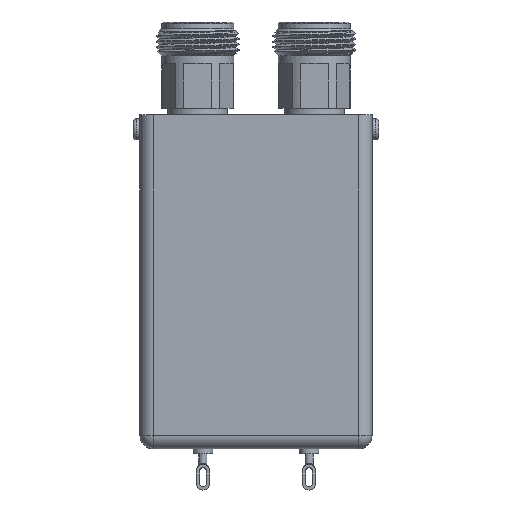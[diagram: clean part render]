
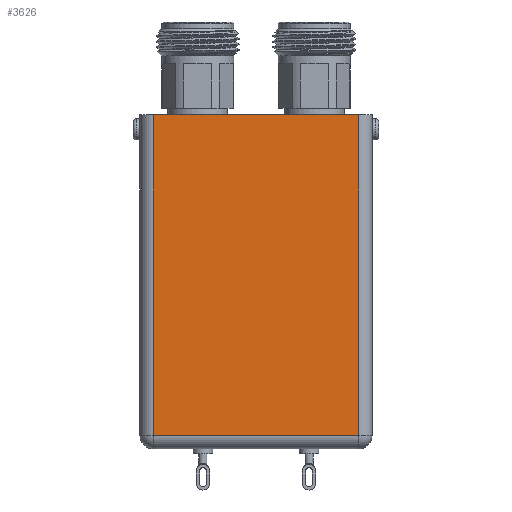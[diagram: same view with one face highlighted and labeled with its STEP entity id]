
A CAD part, front view. The second image highlights one B-rep face of the part: STEP entity #3626.
In plain terms, the highlighted planar face has unit normal (0, -1, 0).
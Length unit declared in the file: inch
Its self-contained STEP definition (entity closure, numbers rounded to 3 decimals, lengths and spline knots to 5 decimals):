
#1000 = VECTOR ( 'NONE', #38209, 39.37008 ) ;
#1270 = ORIENTED_EDGE ( 'NONE', *, *, #44503, .T. ) ;
#1426 = DIRECTION ( 'NONE',  ( 0., 0., -1. ) ) ;
#1784 = CARTESIAN_POINT ( 'NONE',  ( -0.775, -0.875, -2.52 ) ) ;
#2696 = CARTESIAN_POINT ( 'NONE',  ( -0.775, -0.875, -2.42 ) ) ;
#3626 = ADVANCED_FACE ( 'NONE', ( #38225 ), #52024, .T. ) ;
#3708 = VERTEX_POINT ( 'NONE', #45208 ) ;
#6311 = ORIENTED_EDGE ( 'NONE', *, *, #7401, .F. ) ;
#7401 = EDGE_CURVE ( 'NONE', #35353, #3708, #47716, .T. ) ;
#8059 = LINE ( 'NONE', #47027, #1000 ) ;
#9831 = CARTESIAN_POINT ( 'NONE',  ( 0.775, -0.875, -2.42 ) ) ;
#10943 = CARTESIAN_POINT ( 'NONE',  ( -0.775, -0.875, 0. ) ) ;
#12296 = VERTEX_POINT ( 'NONE', #9831 ) ;
#12499 = LINE ( 'NONE', #22368, #41294 ) ;
#15166 = DIRECTION ( 'NONE',  ( 0., 0., -1. ) ) ;
#15781 = EDGE_CURVE ( 'NONE', #12296, #3708, #12499, .T. ) ;
#16220 = LINE ( 'NONE', #1784, #39903 ) ;
#16646 = ORIENTED_EDGE ( 'NONE', *, *, #15781, .T. ) ;
#18876 = VECTOR ( 'NONE', #29005, 39.37008 ) ;
#22368 = CARTESIAN_POINT ( 'NONE',  ( 0.775, -0.875, -2.52 ) ) ;
#29005 = DIRECTION ( 'NONE',  ( 1., 0., 0. ) ) ;
#35353 = VERTEX_POINT ( 'NONE', #10943 ) ;
#35876 = CARTESIAN_POINT ( 'NONE',  ( -0.875, -0.875, -2.52 ) ) ;
#36567 = CARTESIAN_POINT ( 'NONE',  ( -0.875, -0.875, 0. ) ) ;
#38209 = DIRECTION ( 'NONE',  ( 1., 0., 0. ) ) ;
#38225 = FACE_OUTER_BOUND ( 'NONE', #38737, .T. ) ;
#38737 = EDGE_LOOP ( 'NONE', ( #6311, #1270, #39149, #16646 ) ) ;
#39145 = AXIS2_PLACEMENT_3D ( 'NONE', #35876, #39668, #15166 ) ;
#39149 = ORIENTED_EDGE ( 'NONE', *, *, #49800, .T. ) ;
#39668 = DIRECTION ( 'NONE',  ( 0., -1., 0. ) ) ;
#39903 = VECTOR ( 'NONE', #1426, 39.37008 ) ;
#41294 = VECTOR ( 'NONE', #42770, 39.37008 ) ;
#42770 = DIRECTION ( 'NONE',  ( 0., 0., 1. ) ) ;
#44503 = EDGE_CURVE ( 'NONE', #35353, #44639, #16220, .T. ) ;
#44639 = VERTEX_POINT ( 'NONE', #2696 ) ;
#45208 = CARTESIAN_POINT ( 'NONE',  ( 0.775, -0.875, 0. ) ) ;
#47027 = CARTESIAN_POINT ( 'NONE',  ( -0.875, -0.875, -2.42 ) ) ;
#47716 = LINE ( 'NONE', #36567, #18876 ) ;
#49800 = EDGE_CURVE ( 'NONE', #44639, #12296, #8059, .T. ) ;
#52024 = PLANE ( 'NONE',  #39145 ) ;
